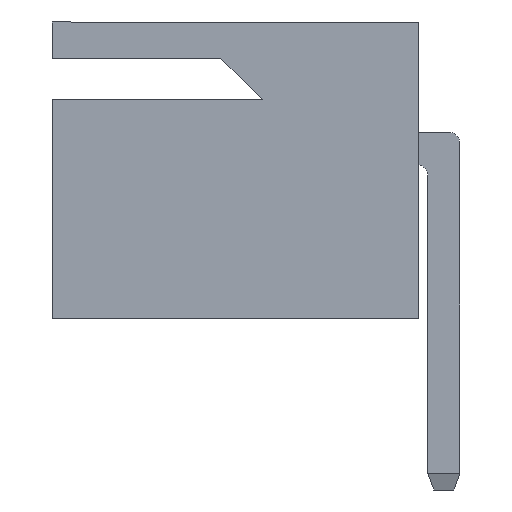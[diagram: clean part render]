
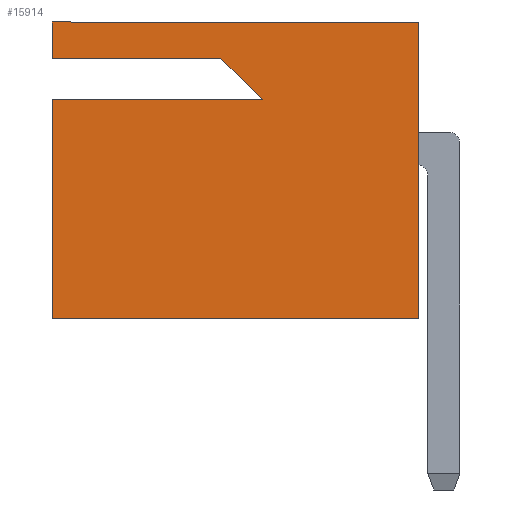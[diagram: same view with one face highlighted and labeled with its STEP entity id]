
A CAD part, left-side view. The second image highlights one B-rep face of the part: STEP entity #15914.
In plain terms, the highlighted planar face has unit normal (-1, 0, 0).
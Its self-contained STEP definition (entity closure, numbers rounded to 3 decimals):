
#1229=ORIENTED_EDGE('',*,*,#4347,.T.);
#1230=ORIENTED_EDGE('',*,*,#4348,.T.);
#1231=ORIENTED_EDGE('',*,*,#4349,.T.);
#1232=ORIENTED_EDGE('',*,*,#4109,.T.);
#1233=ORIENTED_EDGE('',*,*,#4346,.F.);
#1234=ORIENTED_EDGE('',*,*,#4116,.F.);
#1235=ORIENTED_EDGE('',*,*,#4019,.T.);
#1236=ORIENTED_EDGE('',*,*,#4350,.T.);
#4019=EDGE_CURVE('',#5632,#5631,#6629,.T.);
#4109=EDGE_CURVE('',#5649,#5714,#6719,.T.);
#4116=EDGE_CURVE('',#5632,#5720,#6726,.T.);
#4346=EDGE_CURVE('',#5720,#5714,#6956,.T.);
#4347=EDGE_CURVE('',#5853,#5854,#6957,.T.);
#4348=EDGE_CURVE('',#5854,#5855,#6958,.T.);
#4349=EDGE_CURVE('',#5855,#5649,#6959,.T.);
#4350=EDGE_CURVE('',#5631,#5853,#6960,.T.);
#5631=VERTEX_POINT('',#20514);
#5632=VERTEX_POINT('',#20516);
#5649=VERTEX_POINT('',#20561);
#5714=VERTEX_POINT('',#20692);
#5720=VERTEX_POINT('',#20707);
#5853=VERTEX_POINT('',#21120);
#5854=VERTEX_POINT('',#21121);
#5855=VERTEX_POINT('',#21123);
#6629=LINE('',#20515,#7941);
#6719=LINE('',#20693,#8031);
#6726=LINE('',#20706,#8038);
#6956=LINE('',#21117,#8268);
#6957=LINE('',#21119,#8269);
#6958=LINE('',#21122,#8270);
#6959=LINE('',#21124,#8271);
#6960=LINE('',#21125,#8272);
#7941=VECTOR('',#17668,1000.);
#8031=VECTOR('',#17768,1000.);
#8038=VECTOR('',#17777,1000.);
#8268=VECTOR('',#18103,1000.);
#8269=VECTOR('',#18106,1000.);
#8270=VECTOR('',#18107,1000.);
#8271=VECTOR('',#18108,1000.);
#8272=VECTOR('',#18109,1000.);
#9150=EDGE_LOOP('',(#1229,#1230,#1231,#1232,#1233,#1234,#1235,#1236));
#9860=FACE_BOUND('',#9150,.T.);
#10570=PLANE('',#16684);
#15914=ADVANCED_FACE('',(#9860),#10570,.T.);
#16684=AXIS2_PLACEMENT_3D('',#21118,#18104,#18105);
#17668=DIRECTION('',(0.,0.,-1.));
#17768=DIRECTION('',(0.,-1.,0.));
#17777=DIRECTION('',(0.,-1.,0.));
#18103=DIRECTION('',(0.,0.,-1.));
#18104=DIRECTION('',(-1.,0.,0.));
#18105=DIRECTION('',(0.,1.,0.));
#18106=DIRECTION('',(0.,-0.707,-0.707));
#18107=DIRECTION('',(0.,1.,0.));
#18108=DIRECTION('',(0.,0.,-1.));
#18109=DIRECTION('',(0.,-1.,0.));
#20514=CARTESIAN_POINT('',(-22.657,7.534,5.131));
#20515=CARTESIAN_POINT('',(-22.657,7.534,5.842));
#20516=CARTESIAN_POINT('',(-22.657,7.534,5.842));
#20561=CARTESIAN_POINT('',(-22.657,7.534,0.));
#20692=CARTESIAN_POINT('',(-22.657,0.32,0.));
#20693=CARTESIAN_POINT('',(-22.657,1.031,0.));
#20706=CARTESIAN_POINT('',(-22.657,1.031,5.842));
#20707=CARTESIAN_POINT('',(-22.657,0.32,5.842));
#21117=CARTESIAN_POINT('',(-22.657,0.32,5.842));
#21118=CARTESIAN_POINT('',(-22.657,1.031,5.842));
#21119=CARTESIAN_POINT('',(-22.657,4.206,5.131));
#21120=CARTESIAN_POINT('',(-22.657,4.206,5.131));
#21121=CARTESIAN_POINT('',(-22.657,3.393,4.318));
#21122=CARTESIAN_POINT('',(-22.657,3.393,4.318));
#21123=CARTESIAN_POINT('',(-22.657,7.534,4.318));
#21124=CARTESIAN_POINT('',(-22.657,7.534,5.842));
#21125=CARTESIAN_POINT('',(-22.657,7.534,5.131));
